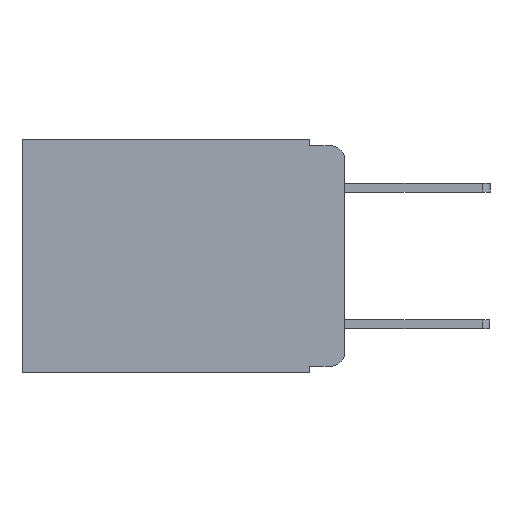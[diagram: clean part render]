
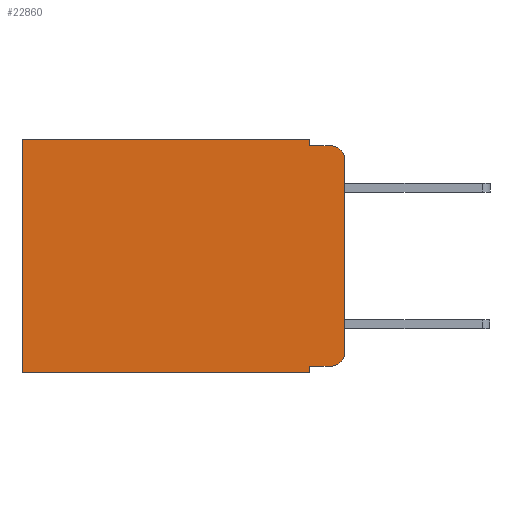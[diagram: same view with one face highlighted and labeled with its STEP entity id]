
A CAD part, left-side view. The second image highlights one B-rep face of the part: STEP entity #22860.
In plain terms, the highlighted planar face has unit normal (-1, 0, 0).
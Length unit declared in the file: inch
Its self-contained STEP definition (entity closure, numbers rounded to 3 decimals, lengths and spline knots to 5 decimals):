
#543 = CARTESIAN_POINT ( 'NONE',  ( 0.298, 0.02, -0.01 ) ) ;
#1098 = DIRECTION ( 'NONE',  ( 0., 0., -1. ) ) ;
#1308 = ORIENTED_EDGE ( 'NONE', *, *, #2846, .F. ) ;
#1426 = CARTESIAN_POINT ( 'NONE',  ( 0.298, 0.473, 0. ) ) ;
#1510 = DIRECTION ( 'NONE',  ( 0., 0., -1. ) ) ;
#1884 = DIRECTION ( 'NONE',  ( 0., 1., 0. ) ) ;
#2111 = CARTESIAN_POINT ( 'NONE',  ( 0.298, 0.02, -0.313 ) ) ;
#2460 = CARTESIAN_POINT ( 'NONE',  ( 0.298, 0.051, -0.333 ) ) ;
#2494 = ORIENTED_EDGE ( 'NONE', *, *, #9892, .T. ) ;
#2761 = LINE ( 'NONE', #8682, #7857 ) ;
#2846 = EDGE_CURVE ( 'NONE', #14756, #3492, #5315, .T. ) ;
#3482 = CARTESIAN_POINT ( 'NONE',  ( 0.298, 0., -0.03 ) ) ;
#3492 = VERTEX_POINT ( 'NONE', #8634 ) ;
#3571 = CARTESIAN_POINT ( 'NONE',  ( 0.298, 0.02, -0.03 ) ) ;
#4103 = DIRECTION ( 'NONE',  ( 0., 0., -1. ) ) ;
#4639 = ORIENTED_EDGE ( 'NONE', *, *, #23470, .T. ) ;
#4670 = DIRECTION ( 'NONE',  ( 0., -1., 0. ) ) ;
#4708 = VECTOR ( 'NONE', #1884, 39.37008 ) ;
#4916 = ORIENTED_EDGE ( 'NONE', *, *, #11023, .T. ) ;
#4993 = CARTESIAN_POINT ( 'NONE',  ( 0.298, 0., 0. ) ) ;
#5286 = LINE ( 'NONE', #18063, #23521 ) ;
#5315 = LINE ( 'NONE', #23234, #4708 ) ;
#5496 = DIRECTION ( 'NONE',  ( 0., 0., -1. ) ) ;
#5619 = EDGE_CURVE ( 'NONE', #9217, #7238, #2761, .T. ) ;
#5681 = DIRECTION ( 'NONE',  ( 0., 0., -1. ) ) ;
#5983 = AXIS2_PLACEMENT_3D ( 'NONE', #3571, #16592, #5496 ) ;
#6042 = EDGE_LOOP ( 'NONE', ( #6730, #4639, #15505, #18060, #4916, #2494, #1308, #23066, #19331, #19358 ) ) ;
#6730 = ORIENTED_EDGE ( 'NONE', *, *, #7493, .F. ) ;
#7047 = VECTOR ( 'NONE', #23258, 39.37008 ) ;
#7238 = VERTEX_POINT ( 'NONE', #18189 ) ;
#7474 = VECTOR ( 'NONE', #4670, 39.37008 ) ;
#7493 = EDGE_CURVE ( 'NONE', #10006, #7509, #21205, .T. ) ;
#7494 = PLANE ( 'NONE',  #22803 ) ;
#7497 = VECTOR ( 'NONE', #11096, 39.37008 ) ;
#7505 = VERTEX_POINT ( 'NONE', #19412 ) ;
#7509 = VERTEX_POINT ( 'NONE', #8461 ) ;
#7857 = VECTOR ( 'NONE', #10242, 39.37008 ) ;
#8090 = LINE ( 'NONE', #16532, #7497 ) ;
#8461 = CARTESIAN_POINT ( 'NONE',  ( 0.298, 0., -0.313 ) ) ;
#8634 = CARTESIAN_POINT ( 'NONE',  ( 0.298, 0.473, -0.343 ) ) ;
#8682 = CARTESIAN_POINT ( 'NONE',  ( 0.298, 0.051, -0.333 ) ) ;
#9217 = VERTEX_POINT ( 'NONE', #2460 ) ;
#9389 = CIRCLE ( 'NONE', #12755, 0.02 ) ;
#9892 = EDGE_CURVE ( 'NONE', #10673, #3492, #16307, .T. ) ;
#10006 = VERTEX_POINT ( 'NONE', #3482 ) ;
#10231 = CARTESIAN_POINT ( 'NONE',  ( 0.298, 0., 0. ) ) ;
#10242 = DIRECTION ( 'NONE',  ( 0., -1., 0. ) ) ;
#10673 = VERTEX_POINT ( 'NONE', #1426 ) ;
#10706 = FACE_OUTER_BOUND ( 'NONE', #6042, .T. ) ;
#10775 = DIRECTION ( 'NONE',  ( 0., 0., -1. ) ) ;
#10872 = VERTEX_POINT ( 'NONE', #543 ) ;
#11023 = EDGE_CURVE ( 'NONE', #7505, #10673, #21620, .T. ) ;
#11096 = DIRECTION ( 'NONE',  ( 0., 0., -1. ) ) ;
#11569 = VECTOR ( 'NONE', #1510, 39.37008 ) ;
#12125 = CARTESIAN_POINT ( 'NONE',  ( 0.298, 0.051, -0.01 ) ) ;
#12755 = AXIS2_PLACEMENT_3D ( 'NONE', #2111, #15266, #4103 ) ;
#13112 = CARTESIAN_POINT ( 'NONE',  ( 0.298, 0., 0. ) ) ;
#14756 = VERTEX_POINT ( 'NONE', #22882 ) ;
#15266 = DIRECTION ( 'NONE',  ( -1., 0., 0. ) ) ;
#15271 = CIRCLE ( 'NONE', #5983, 0.02 ) ;
#15505 = ORIENTED_EDGE ( 'NONE', *, *, #23173, .F. ) ;
#15552 = CARTESIAN_POINT ( 'NONE',  ( 0.298, 0.051, -0.01 ) ) ;
#15713 = VECTOR ( 'NONE', #1098, 39.37008 ) ;
#15954 = VERTEX_POINT ( 'NONE', #15552 ) ;
#16307 = LINE ( 'NONE', #23275, #15713 ) ;
#16532 = CARTESIAN_POINT ( 'NONE',  ( 0.298, 0.051, 0. ) ) ;
#16592 = DIRECTION ( 'NONE',  ( -1., 0., 0. ) ) ;
#16781 = DIRECTION ( 'NONE',  ( 1., 0., 0. ) ) ;
#18060 = ORIENTED_EDGE ( 'NONE', *, *, #18329, .F. ) ;
#18063 = CARTESIAN_POINT ( 'NONE',  ( 0.298, 0.051, 0. ) ) ;
#18189 = CARTESIAN_POINT ( 'NONE',  ( 0.298, 0.02, -0.333 ) ) ;
#18329 = EDGE_CURVE ( 'NONE', #7505, #15954, #5286, .T. ) ;
#18606 = EDGE_CURVE ( 'NONE', #7238, #7509, #9389, .T. ) ;
#19331 = ORIENTED_EDGE ( 'NONE', *, *, #5619, .T. ) ;
#19358 = ORIENTED_EDGE ( 'NONE', *, *, #18606, .T. ) ;
#19412 = CARTESIAN_POINT ( 'NONE',  ( 0.298, 0.051, 0. ) ) ;
#21205 = LINE ( 'NONE', #10231, #11569 ) ;
#21477 = LINE ( 'NONE', #12125, #7474 ) ;
#21620 = LINE ( 'NONE', #4993, #7047 ) ;
#22780 = EDGE_CURVE ( 'NONE', #9217, #14756, #8090, .T. ) ;
#22803 = AXIS2_PLACEMENT_3D ( 'NONE', #13112, #16781, #5681 ) ;
#22860 = ADVANCED_FACE ( 'NONE', ( #10706 ), #7494, .F. ) ;
#22882 = CARTESIAN_POINT ( 'NONE',  ( 0.298, 0.051, -0.343 ) ) ;
#23066 = ORIENTED_EDGE ( 'NONE', *, *, #22780, .F. ) ;
#23173 = EDGE_CURVE ( 'NONE', #15954, #10872, #21477, .T. ) ;
#23234 = CARTESIAN_POINT ( 'NONE',  ( 0.298, 0., -0.343 ) ) ;
#23258 = DIRECTION ( 'NONE',  ( 0., 1., 0. ) ) ;
#23275 = CARTESIAN_POINT ( 'NONE',  ( 0.298, 0.473, 0. ) ) ;
#23470 = EDGE_CURVE ( 'NONE', #10006, #10872, #15271, .T. ) ;
#23521 = VECTOR ( 'NONE', #10775, 39.37008 ) ;
